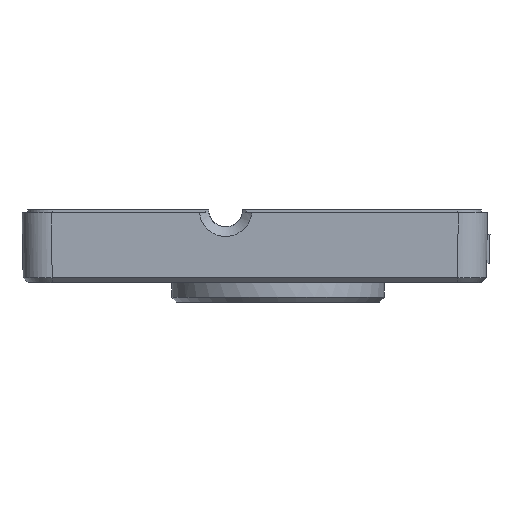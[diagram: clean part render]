
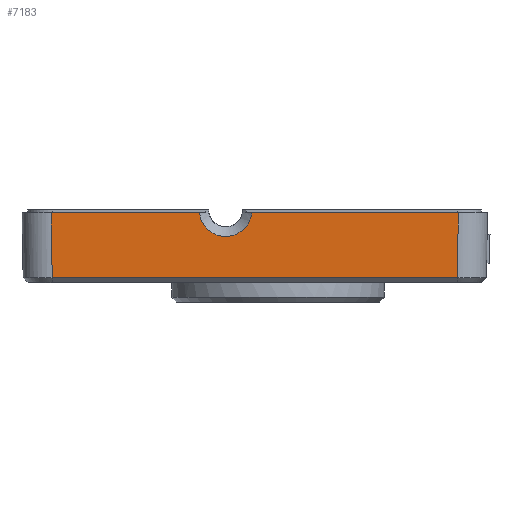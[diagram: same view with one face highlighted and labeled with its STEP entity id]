
A CAD part, front view. The second image highlights one B-rep face of the part: STEP entity #7183.
In plain terms, the highlighted planar face has unit normal (0, -1, -0.018).
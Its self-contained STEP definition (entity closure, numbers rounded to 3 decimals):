
#356 = EDGE_CURVE ( 'NONE', #10064, #2871, #4946, .T. ) ;
#683 = CARTESIAN_POINT ( 'NONE',  ( -2.701, -24.995, -0.3 ) ) ;
#753 = CARTESIAN_POINT ( 'NONE',  ( 2.701, -24.995, -0.3 ) ) ;
#809 = CARTESIAN_POINT ( 'NONE',  ( 2.685, -24.992, -0.449 ) ) ;
#1181 = CARTESIAN_POINT ( 'NONE',  ( 2.657, -24.99, -0.596 ) ) ;
#1346 = CARTESIAN_POINT ( 'NONE',  ( 2.565, -24.984, -0.93 ) ) ;
#1663 = CARTESIAN_POINT ( 'NONE',  ( -21., -24.995, -0.3 ) ) ;
#1703 = DIRECTION ( 'NONE',  ( -1., 0., 0. ) ) ;
#1731 = CARTESIAN_POINT ( 'NONE',  ( -21., -24.995, -0.3 ) ) ;
#1750 = CARTESIAN_POINT ( 'NONE',  ( 2.492, -24.981, -1.113 ) ) ;
#1796 = CARTESIAN_POINT ( 'NONE',  ( 2.309, -24.975, -1.46 ) ) ;
#1897 = CARTESIAN_POINT ( 'NONE',  ( 1.801, -24.964, -2.059 ) ) ;
#2131 = CARTESIAN_POINT ( 'NONE',  ( 2.198, -24.972, -1.624 ) ) ;
#2182 = CARTESIAN_POINT ( 'NONE',  ( 1.944, -24.966, -1.923 ) ) ;
#2313 = VECTOR ( 'NONE', #6694, 1000. ) ;
#2456 = EDGE_CURVE ( 'NONE', #10064, #7138, #8681, .T. ) ;
#2493 = CARTESIAN_POINT ( 'NONE',  ( 1.488, -24.96, -2.297 ) ) ;
#2595 = CARTESIAN_POINT ( 'NONE',  ( -17.995, -24.995, -0.3 ) ) ;
#2835 = ORIENTED_EDGE ( 'NONE', *, *, #16206, .T. ) ;
#2871 = VERTEX_POINT ( 'NONE', #2595 ) ;
#3026 = EDGE_LOOP ( 'NONE', ( #2835, #13557, #10872, #4404, #11286, #11712 ) ) ;
#3115 = CARTESIAN_POINT ( 'NONE',  ( 1.319, -24.958, -2.399 ) ) ;
#3120 = VERTEX_POINT ( 'NONE', #14922 ) ;
#3133 = LINE ( 'NONE', #9294, #2313 ) ;
#3491 = CARTESIAN_POINT ( 'NONE',  ( 0.963, -24.955, -2.564 ) ) ;
#3567 = LINE ( 'NONE', #5857, #16398 ) ;
#3916 = VERTEX_POINT ( 'NONE', #8033 ) ;
#3978 = CARTESIAN_POINT ( 'NONE',  ( 0.776, -24.954, -2.627 ) ) ;
#4370 = CARTESIAN_POINT ( 'NONE',  ( -0.196, -24.952, -2.733 ) ) ;
#4404 = ORIENTED_EDGE ( 'NONE', *, *, #6079, .F. ) ;
#4469 = CARTESIAN_POINT ( 'NONE',  ( 0.393, -24.953, -2.711 ) ) ;
#4533 = CARTESIAN_POINT ( 'NONE',  ( 0.196, -24.952, -2.733 ) ) ;
#4582 = CARTESIAN_POINT ( 'NONE',  ( 23.987, -24.986, -0.785 ) ) ;
#4667 = CARTESIAN_POINT ( 'NONE',  ( -0.393, -24.953, -2.711 ) ) ;
#4752 = EDGE_CURVE ( 'NONE', #3916, #14182, #12499, .T. ) ;
#4946 = LINE ( 'NONE', #1731, #11428 ) ;
#5135 = CARTESIAN_POINT ( 'NONE',  ( 23.878, -24.878, -6.991 ) ) ;
#5215 = CARTESIAN_POINT ( 'NONE',  ( -0.776, -24.954, -2.627 ) ) ;
#5624 = DIRECTION ( 'NONE',  ( -1., 0., 0. ) ) ;
#5697 = CARTESIAN_POINT ( 'NONE',  ( -0.963, -24.955, -2.564 ) ) ;
#5724 = FACE_OUTER_BOUND ( 'NONE', #3026, .T. ) ;
#5810 = CARTESIAN_POINT ( 'NONE',  ( -1.488, -24.96, -2.297 ) ) ;
#5817 = DIRECTION ( 'NONE',  ( -0.017, 0.017, -1. ) ) ;
#5857 = CARTESIAN_POINT ( 'NONE',  ( -18.001, -25.001, 0.052 ) ) ;
#5953 = CARTESIAN_POINT ( 'NONE',  ( -1.319, -24.958, -2.399 ) ) ;
#5956 = DIRECTION ( 'NONE',  ( -0.017, -0.017, 1. ) ) ;
#6079 = EDGE_CURVE ( 'NONE', #3120, #2871, #3567, .T. ) ;
#6489 = CARTESIAN_POINT ( 'NONE',  ( -1.801, -24.964, -2.059 ) ) ;
#6694 = DIRECTION ( 'NONE',  ( -1., 0., 0. ) ) ;
#6766 = CARTESIAN_POINT ( 'NONE',  ( -1.944, -24.966, -1.923 ) ) ;
#6874 = CARTESIAN_POINT ( 'NONE',  ( -2.198, -24.972, -1.624 ) ) ;
#6963 = CARTESIAN_POINT ( 'NONE',  ( -2.309, -24.975, -1.46 ) ) ;
#6975 = CARTESIAN_POINT ( 'NONE',  ( -2.492, -24.981, -1.113 ) ) ;
#7028 = LINE ( 'NONE', #1663, #12802 ) ;
#7032 = CARTESIAN_POINT ( 'NONE',  ( -2.565, -24.984, -0.93 ) ) ;
#7077 = CARTESIAN_POINT ( 'NONE',  ( -2.701, -24.995, -0.3 ) ) ;
#7118 = CARTESIAN_POINT ( 'NONE',  ( -2.685, -24.992, -0.449 ) ) ;
#7138 = VERTEX_POINT ( 'NONE', #9187 ) ;
#7183 = ADVANCED_FACE ( 'NONE', ( #5724 ), #8023, .T. ) ;
#7951 = DIRECTION ( 'NONE',  ( 0., -0.017, 1. ) ) ;
#7983 = DIRECTION ( 'NONE',  ( 0., -1., -0.017 ) ) ;
#8023 = PLANE ( 'NONE',  #11402 ) ;
#8033 = CARTESIAN_POINT ( 'NONE',  ( 23.995, -24.995, -0.3 ) ) ;
#8253 = CARTESIAN_POINT ( 'NONE',  ( -21., -25., 0. ) ) ;
#8681 = B_SPLINE_CURVE_WITH_KNOTS ( 'NONE', 3,
 ( #7077, #7118, #9427, #7032, #6975, #6963, #6874, #6766, #6489, #5810, #5953, #5697, #5215, #4667, #4370, #4533, #4469, #3978, #3491, #3115, #2493, #1897, #2182, #2131, #1796, #1750, #1346, #1181, #809, #753 ),
 .UNSPECIFIED., .F., .F.,
 ( 4, 2, 2, 2, 2, 2, 2, 2, 2, 2, 2, 2, 2, 2, 4 ),
 ( 0.035, 0.087, 0.156, 0.225, 0.294, 0.362, 0.431, 0.5, 0.569, 0.638, 0.706, 0.775, 0.844, 0.913, 0.965 ),
 .UNSPECIFIED. ) ;
#9049 = VECTOR ( 'NONE', #5817, 1000. ) ;
#9187 = CARTESIAN_POINT ( 'NONE',  ( 2.701, -24.995, -0.3 ) ) ;
#9294 = CARTESIAN_POINT ( 'NONE',  ( -17.87, -24.878, -6.991 ) ) ;
#9427 = CARTESIAN_POINT ( 'NONE',  ( -2.657, -24.99, -0.596 ) ) ;
#10064 = VERTEX_POINT ( 'NONE', #683 ) ;
#10872 = ORIENTED_EDGE ( 'NONE', *, *, #356, .T. ) ;
#11286 = ORIENTED_EDGE ( 'NONE', *, *, #12867, .F. ) ;
#11402 = AXIS2_PLACEMENT_3D ( 'NONE', #8253, #7983, #7951 ) ;
#11428 = VECTOR ( 'NONE', #1703, 1000. ) ;
#11712 = ORIENTED_EDGE ( 'NONE', *, *, #4752, .F. ) ;
#12499 = LINE ( 'NONE', #4582, #9049 ) ;
#12802 = VECTOR ( 'NONE', #5624, 1000. ) ;
#12867 = EDGE_CURVE ( 'NONE', #14182, #3120, #3133, .T. ) ;
#13557 = ORIENTED_EDGE ( 'NONE', *, *, #2456, .F. ) ;
#14182 = VERTEX_POINT ( 'NONE', #5135 ) ;
#14922 = CARTESIAN_POINT ( 'NONE',  ( -17.878, -24.878, -6.991 ) ) ;
#16206 = EDGE_CURVE ( 'NONE', #3916, #7138, #7028, .T. ) ;
#16398 = VECTOR ( 'NONE', #5956, 1000. ) ;
